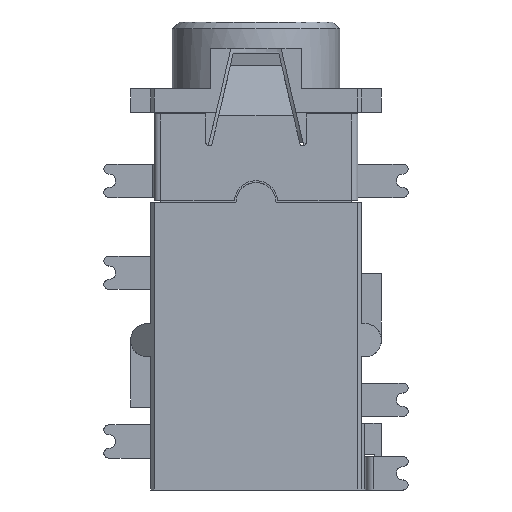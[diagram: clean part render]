
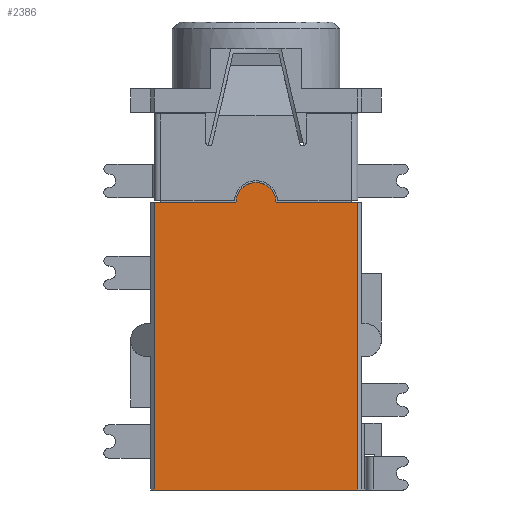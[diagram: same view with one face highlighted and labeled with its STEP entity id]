
A CAD part, front view. The second image highlights one B-rep face of the part: STEP entity #2386.
In plain terms, the highlighted planar face has unit normal (0, -1, 0).
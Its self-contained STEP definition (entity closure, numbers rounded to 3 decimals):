
#154=DIRECTION('',(1.,0.,0.));
#155=VECTOR('',#154,6.1);
#156=CARTESIAN_POINT('',(-3.05,-2.1,-12.));
#157=LINE('',#156,#155);
#158=DIRECTION('',(0.,0.,-1.));
#159=VECTOR('',#158,8.6);
#160=CARTESIAN_POINT('',(-3.05,-2.1,-3.4));
#161=LINE('',#160,#159);
#162=CARTESIAN_POINT('',(0.,-2.1,-3.4));
#163=DIRECTION('',(0.,-1.,0.));
#164=DIRECTION('',(1.,0.,0.));
#165=AXIS2_PLACEMENT_3D('',#162,#163,#164);
#175=DIRECTION('',(0.,0.,-1.));
#176=VECTOR('',#175,8.6);
#177=CARTESIAN_POINT('',(3.05,-2.1,-3.4));
#178=LINE('',#177,#176);
#295=DIRECTION('',(1.,0.,0.));
#296=VECTOR('',#295,2.45);
#297=CARTESIAN_POINT('',(0.6,-2.1,-3.4));
#298=LINE('',#297,#296);
#1494=DIRECTION('',(1.,0.,0.));
#1495=VECTOR('',#1494,2.45);
#1496=CARTESIAN_POINT('',(-3.05,-2.1,-3.4));
#1497=LINE('',#1496,#1495);
#1645=CARTESIAN_POINT('',(-3.05,-2.1,-12.));
#1646=CARTESIAN_POINT('',(3.05,-2.1,-12.));
#1647=VERTEX_POINT('',#1645);
#1648=VERTEX_POINT('',#1646);
#1776=CARTESIAN_POINT('',(3.05,-2.1,-3.4));
#1778=VERTEX_POINT('',#1776);
#1791=CARTESIAN_POINT('',(0.6,-2.1,-3.4));
#1792=VERTEX_POINT('',#1791);
#1916=CARTESIAN_POINT('',(-3.05,-2.1,-3.4));
#1917=VERTEX_POINT('',#1916);
#1922=CARTESIAN_POINT('',(-0.6,-2.1,-3.4));
#1923=VERTEX_POINT('',#1922);
#2368=CARTESIAN_POINT('',(-3.15,-2.1,-12.));
#2369=DIRECTION('',(0.,-1.,0.));
#2370=DIRECTION('',(0.707,0.,-0.707));
#2371=AXIS2_PLACEMENT_3D('',#2368,#2369,#2370);
#2372=PLANE('',#2371);
#2374=ORIENTED_EDGE('',*,*,#2373,.T.);
#2376=ORIENTED_EDGE('',*,*,#2375,.F.);
#2377=ORIENTED_EDGE('',*,*,#2342,.F.);
#2379=ORIENTED_EDGE('',*,*,#2378,.T.);
#2381=ORIENTED_EDGE('',*,*,#2380,.F.);
#2383=ORIENTED_EDGE('',*,*,#2382,.T.);
#2384=EDGE_LOOP('',(#2374,#2376,#2377,#2379,#2381,#2383));
#2385=FACE_OUTER_BOUND('',#2384,.F.);
#166=CIRCLE('',#165,0.6);
#2342=EDGE_CURVE('',#1917,#1647,#161,.T.);
#2373=EDGE_CURVE('',#1778,#1648,#178,.T.);
#2375=EDGE_CURVE('',#1647,#1648,#157,.T.);
#2378=EDGE_CURVE('',#1917,#1923,#1497,.T.);
#2380=EDGE_CURVE('',#1792,#1923,#166,.T.);
#2382=EDGE_CURVE('',#1792,#1778,#298,.T.);
#2386=ADVANCED_FACE('',(#2385),#2372,.T.);
